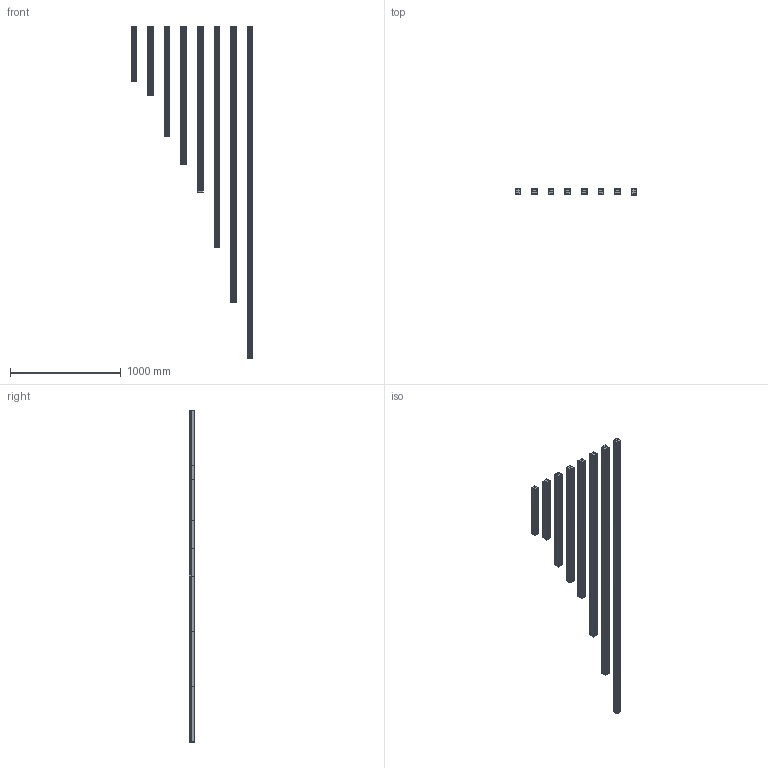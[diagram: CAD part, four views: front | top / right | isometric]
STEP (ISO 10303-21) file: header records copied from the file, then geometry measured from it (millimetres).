
FILE_DESCRIPTION (( 'STEP AP214' ), '1' );
FILE_NAME ('S50 v2-1 FULL MOD.STEP', '2020-08-05T10:50:41', ( '' ), ( '' ), 'SwSTEP 2.0', 'SolidWorks 2018', '' );
FILE_SCHEMA (( 'AUTOMOTIVE_DESIGN' ));
Length unit declared in the file: millimetre
Products named in the file (29): S50 v2-1 ASSEMBLY_1250; S50 v2-1_1000; COVER-45_625; hexa csunk flathd screw_iso_ISO 14581 M2x4x4-N; COVER-45_3000; COVER-45_1000; Çåðêàëüíî îòðàçèòüS50 v2-1 COVER; S50 v2-1 ASSEMBLY_500; COVER-45_500; S50 v2-1_500; COVER-45_1250; S50 v2-1_2000; S50 v2-1_625; S50 v2-1 ASSEMBLY_2000; S50 v2-1 FULL MOD; COVER-45_1500; S50 v2-1 ASSEMBLY_2500; S50 v2-1 ASSEMBLY_1500; S50 v2-1_2500; S50 v2-1_1500; S50 v2-1 ASSEMBLY_625; COVER-45_2500; S50 v2-1 ASSEMBLY_3000; S50 v2-1_1250; 24v-3a; COVER-45_2000; S50 v2-1_ COVER; S50 v2-1_3000; S50 v2-1 ASSEMBLY_1000
Assembly tree (112 placements, depth 3):
  S50 v2-1 FULL MOD
    S50 v2-1 ASSEMBLY_500
      COVER-45_500
      S50 v2-1_500
      hexa csunk flathd screw_iso_ISO 14581 M2x4x4-N  x8
      S50 v2-1_ COVER
      Çåðêàëüíî îòðàçèòüS50 v2-1 COVER
      24v-3a
    S50 v2-1 ASSEMBLY_625
      COVER-45_625
      S50 v2-1_625
      hexa csunk flathd screw_iso_ISO 14581 M2x4x4-N  x8
      S50 v2-1_ COVER
      Çåðêàëüíî îòðàçèòüS50 v2-1 COVER
      24v-3a
    S50 v2-1 ASSEMBLY_1000
      COVER-45_1000
      S50 v2-1_1000
      hexa csunk flathd screw_iso_ISO 14581 M2x4x4-N  x8
      S50 v2-1_ COVER
      Çåðêàëüíî îòðàçèòüS50 v2-1 COVER
      24v-3a
    S50 v2-1 ASSEMBLY_1250
      COVER-45_1250
      S50 v2-1_1250
      hexa csunk flathd screw_iso_ISO 14581 M2x4x4-N  x8
      S50 v2-1_ COVER
      Çåðêàëüíî îòðàçèòüS50 v2-1 COVER
      24v-3a
    S50 v2-1 ASSEMBLY_1500
      COVER-45_1500
      S50 v2-1_1500
      hexa csunk flathd screw_iso_ISO 14581 M2x4x4-N  x8
      S50 v2-1_ COVER
      Çåðêàëüíî îòðàçèòüS50 v2-1 COVER
      24v-3a
    S50 v2-1 ASSEMBLY_2000
      COVER-45_2000
      S50 v2-1_2000
      hexa csunk flathd screw_iso_ISO 14581 M2x4x4-N  x8
      S50 v2-1_ COVER
      Çåðêàëüíî îòðàçèòüS50 v2-1 COVER
      24v-3a
    S50 v2-1 ASSEMBLY_2500
      COVER-45_2500
      S50 v2-1_2500
      hexa csunk flathd screw_iso_ISO 14581 M2x4x4-N  x8
      S50 v2-1_ COVER
      Çåðêàëüíî îòðàçèòüS50 v2-1 COVER
      24v-3a
    S50 v2-1 ASSEMBLY_3000
      COVER-45_3000
      S50 v2-1_3000
      hexa csunk flathd screw_iso_ISO 14581 M2x4x4-N  x8
      S50 v2-1_ COVER
      Çåðêàëüíî îòðàçèòüS50 v2-1 COVER
      24v-3a
Bounding box: 1100 x 50 x 3003 mm (x, y, z)
Volume: 7475184.5 mm3; surface area: 7878225.5 mm2
Topology: 104 solids, 104 shells, 3296 faces, 9008 edges, 5920 vertices
Faces by surface type: cylinder 1808, plane 1232, cone 256
Full cylindrical faces by diameter (mm): 2 x64, 2.1 x64, 3.8 x64
Entity records: 61058 total; most frequent: CARTESIAN_POINT 10646, DIRECTION 10590, ORIENTED_EDGE 10354, EDGE_CURVE 5177, LINE 3540, VECTOR 3540, AXIS2_PLACEMENT_3D 3525, VERTEX_POINT 3461
